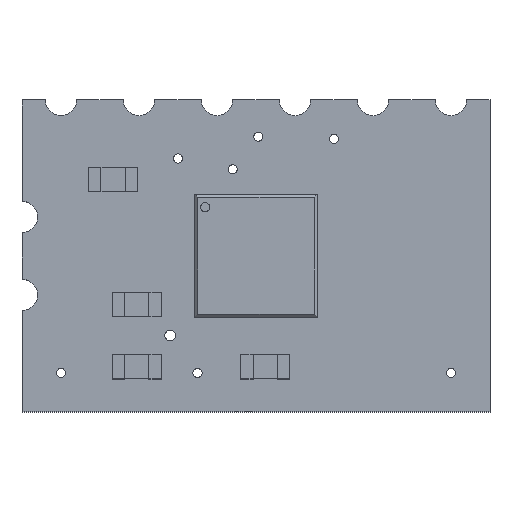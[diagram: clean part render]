
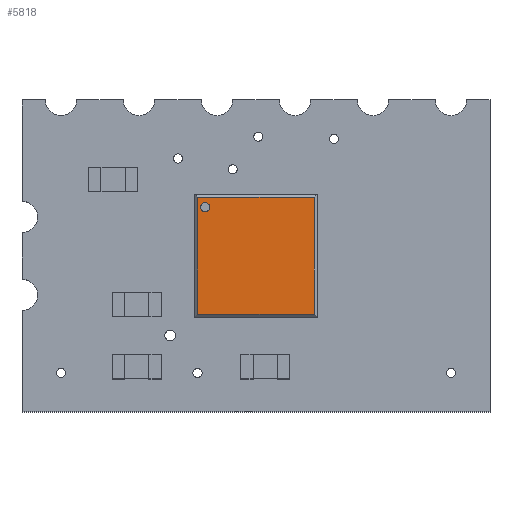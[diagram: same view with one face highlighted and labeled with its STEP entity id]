
A CAD part, top view. The second image highlights one B-rep face of the part: STEP entity #5818.
In plain terms, the highlighted planar face has unit normal (0, 0, 1).
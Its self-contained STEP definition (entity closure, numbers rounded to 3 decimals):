
#367=FACE_BOUND('',#1158,.T.);
#545=PLANE('',#6261);
#833=FACE_OUTER_BOUND('',#1157,.T.);
#1157=EDGE_LOOP('',(#5018,#5019,#5020,#5021));
#1158=EDGE_LOOP('',(#5022));
#1312=CIRCLE('',#6204,0.15);
#1827=LINE('',#9059,#2516);
#1831=LINE('',#9067,#2520);
#1834=LINE('',#9073,#2523);
#1838=LINE('',#9079,#2527);
#2516=VECTOR('',#7429,1.);
#2520=VECTOR('',#7435,1.);
#2523=VECTOR('',#7440,1.);
#2527=VECTOR('',#7446,1.);
#2972=VERTEX_POINT('',#8690);
#3118=VERTEX_POINT('',#9057);
#3119=VERTEX_POINT('',#9058);
#3122=VERTEX_POINT('',#9066);
#3124=VERTEX_POINT('',#9072);
#3610=EDGE_CURVE('',#2972,#2972,#1312,.T.);
#3781=EDGE_CURVE('',#3118,#3119,#1827,.T.);
#3785=EDGE_CURVE('',#3119,#3122,#1831,.T.);
#3788=EDGE_CURVE('',#3122,#3124,#1834,.T.);
#3792=EDGE_CURVE('',#3124,#3118,#1838,.T.);
#5018=ORIENTED_EDGE('',*,*,#3781,.F.);
#5019=ORIENTED_EDGE('',*,*,#3792,.F.);
#5020=ORIENTED_EDGE('',*,*,#3788,.F.);
#5021=ORIENTED_EDGE('',*,*,#3785,.F.);
#5022=ORIENTED_EDGE('',*,*,#3610,.T.);
#5818=ADVANCED_FACE('',(#833,#367),#545,.T.);
#6204=AXIS2_PLACEMENT_3D('',#8691,#7156,#7157);
#6261=AXIS2_PLACEMENT_3D('',#9108,#7474,#7475);
#7156=DIRECTION('center_axis',(0.,0.,-1.));
#7157=DIRECTION('ref_axis',(1.,0.,0.));
#7429=DIRECTION('',(0.,-1.,0.));
#7435=DIRECTION('',(-1.,0.,0.));
#7440=DIRECTION('',(0.,1.,0.));
#7446=DIRECTION('',(1.,0.,0.));
#7474=DIRECTION('center_axis',(0.,0.,1.));
#7475=DIRECTION('ref_axis',(-1.,0.,0.));
#8690=CARTESIAN_POINT('',(-1.81,1.583,1.));
#8691=CARTESIAN_POINT('Origin',(-1.66,1.583,1.));
#9057=CARTESIAN_POINT('',(1.903,1.905,1.));
#9058=CARTESIAN_POINT('',(1.903,-1.903,1.));
#9059=CARTESIAN_POINT('',(1.903,0.001,1.));
#9066=CARTESIAN_POINT('',(-1.905,-1.903,1.));
#9067=CARTESIAN_POINT('',(-2.,-1.903,1.));
#9072=CARTESIAN_POINT('',(-1.905,1.905,1.));
#9073=CARTESIAN_POINT('',(-1.905,2.,1.));
#9079=CARTESIAN_POINT('',(-0.001,1.905,1.));
#9108=CARTESIAN_POINT('Origin',(-2.,2.,1.));
